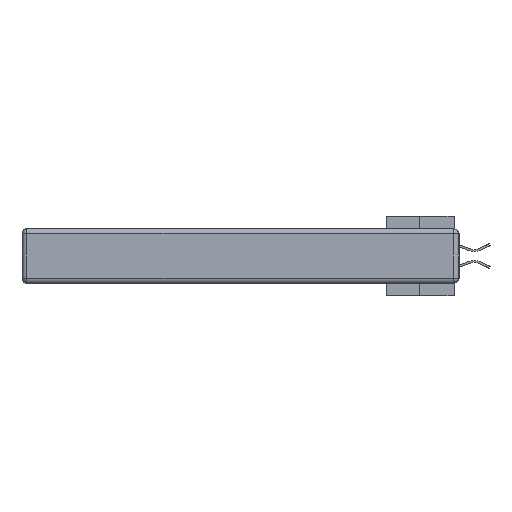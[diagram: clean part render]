
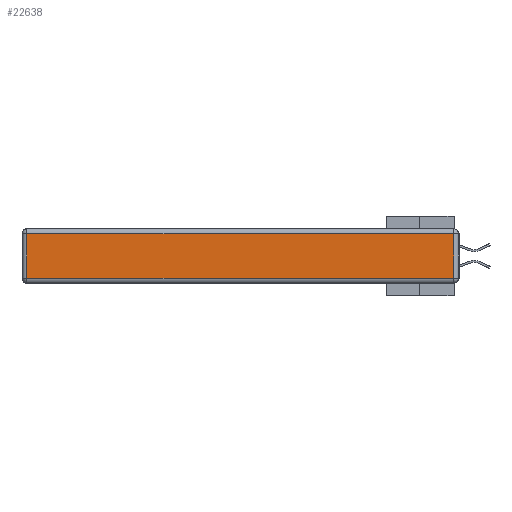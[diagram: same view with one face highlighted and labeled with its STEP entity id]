
A CAD part, left-side view. The second image highlights one B-rep face of the part: STEP entity #22638.
In plain terms, the highlighted planar face has unit normal (-1, 0, 0).
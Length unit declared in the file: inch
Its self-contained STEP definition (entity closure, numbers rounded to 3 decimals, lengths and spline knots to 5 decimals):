
#638 = ORIENTED_EDGE ( 'NONE', *, *, #5570, .T. ) ;
#3761 = EDGE_CURVE ( 'NONE', #20663, #28003, #35597, .T. ) ;
#4516 = CARTESIAN_POINT ( 'NONE',  ( 0., 0.03, -0.343 ) ) ;
#5394 = PLANE ( 'NONE',  #22675 ) ;
#5514 = CARTESIAN_POINT ( 'NONE',  ( 0., 0., -0.343 ) ) ;
#5570 = EDGE_CURVE ( 'NONE', #28003, #32500, #33558, .T. ) ;
#7572 = DIRECTION ( 'NONE',  ( 0., 0., 1. ) ) ;
#8379 = CARTESIAN_POINT ( 'NONE',  ( 0., 0., -0.313 ) ) ;
#8607 = DIRECTION ( 'NONE',  ( 0., 0., 1. ) ) ;
#12363 = EDGE_CURVE ( 'NONE', #23090, #20663, #21189, .T. ) ;
#13898 = CARTESIAN_POINT ( 'NONE',  ( 0., 2.72, -0.343 ) ) ;
#14507 = DIRECTION ( 'NONE',  ( 0., 1., 0. ) ) ;
#15532 = ORIENTED_EDGE ( 'NONE', *, *, #12363, .T. ) ;
#15951 = EDGE_CURVE ( 'NONE', #32500, #23090, #34584, .T. ) ;
#16141 = EDGE_LOOP ( 'NONE', ( #26262, #15532, #23213, #638 ) ) ;
#16616 = FACE_OUTER_BOUND ( 'NONE', #16141, .T. ) ;
#17616 = VECTOR ( 'NONE', #34999, 39.37008 ) ;
#19301 = VECTOR ( 'NONE', #7572, 39.37008 ) ;
#20663 = VERTEX_POINT ( 'NONE', #25936 ) ;
#21189 = LINE ( 'NONE', #4516, #19301 ) ;
#21480 = CARTESIAN_POINT ( 'NONE',  ( 0., 0.03, -0.313 ) ) ;
#21989 = VECTOR ( 'NONE', #14507, 39.37008 ) ;
#22638 = ADVANCED_FACE ( 'NONE', ( #16616 ), #5394, .T. ) ;
#22675 = AXIS2_PLACEMENT_3D ( 'NONE', #5514, #32197, #8607 ) ;
#23090 = VERTEX_POINT ( 'NONE', #21480 ) ;
#23213 = ORIENTED_EDGE ( 'NONE', *, *, #3761, .T. ) ;
#25936 = CARTESIAN_POINT ( 'NONE',  ( 0., 0.03, -0.03 ) ) ;
#26262 = ORIENTED_EDGE ( 'NONE', *, *, #15951, .T. ) ;
#26494 = DIRECTION ( 'NONE',  ( 0., -1., 0. ) ) ;
#28003 = VERTEX_POINT ( 'NONE', #32342 ) ;
#32197 = DIRECTION ( 'NONE',  ( -1., 0., 0. ) ) ;
#32218 = VECTOR ( 'NONE', #26494, 39.37008 ) ;
#32342 = CARTESIAN_POINT ( 'NONE',  ( 0., 2.72, -0.03 ) ) ;
#32436 = CARTESIAN_POINT ( 'NONE',  ( 0., 2.75, -0.03 ) ) ;
#32500 = VERTEX_POINT ( 'NONE', #33810 ) ;
#33558 = LINE ( 'NONE', #13898, #17616 ) ;
#33810 = CARTESIAN_POINT ( 'NONE',  ( 0., 2.72, -0.313 ) ) ;
#34584 = LINE ( 'NONE', #8379, #32218 ) ;
#34999 = DIRECTION ( 'NONE',  ( 0., 0., -1. ) ) ;
#35597 = LINE ( 'NONE', #32436, #21989 ) ;
